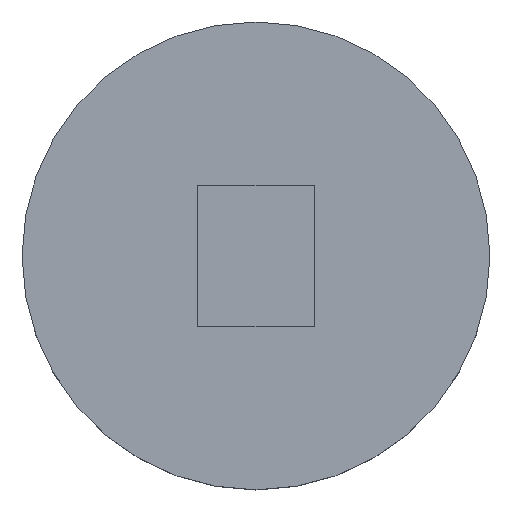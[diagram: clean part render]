
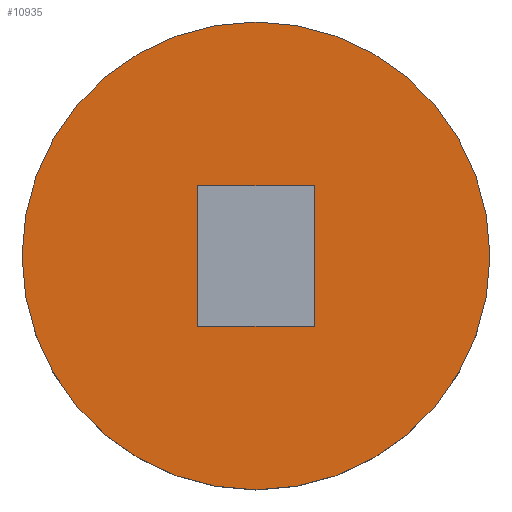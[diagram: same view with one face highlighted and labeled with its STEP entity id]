
A CAD part, top view. The second image highlights one B-rep face of the part: STEP entity #10935.
In plain terms, the highlighted planar face has unit normal (0, 0, 1).
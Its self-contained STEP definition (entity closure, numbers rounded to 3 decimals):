
#10851 = EDGE_CURVE('',#10852,#10852,#10854,.T.);
#10852 = VERTEX_POINT('',#10853);
#10853 = CARTESIAN_POINT('',(4.,0.,1.58));
#10854 = SURFACE_CURVE('',#10855,(#10860,#10872),.PCURVE_S1.);
#10855 = CIRCLE('',#10856,4.);
#10856 = AXIS2_PLACEMENT_3D('',#10857,#10858,#10859);
#10857 = CARTESIAN_POINT('',(0.,0.,1.58));
#10858 = DIRECTION('',(0.,0.,1.));
#10859 = DIRECTION('',(1.,0.,-0.));
#10860 = PCURVE('',#10861,#10866);
#10861 = CYLINDRICAL_SURFACE('',#10862,4.);
#10862 = AXIS2_PLACEMENT_3D('',#10863,#10864,#10865);
#10863 = CARTESIAN_POINT('',(0.,0.,0.));
#10864 = DIRECTION('',(0.,0.,1.));
#10865 = DIRECTION('',(1.,0.,-0.));
#10866 = DEFINITIONAL_REPRESENTATION('',(#10867),#10871);
#10867 = LINE('',#10868,#10869);
#10868 = CARTESIAN_POINT('',(0.,1.58));
#10869 = VECTOR('',#10870,1.);
#10870 = DIRECTION('',(1.,0.));
#10871 = ( GEOMETRIC_REPRESENTATION_CONTEXT(2) 
PARAMETRIC_REPRESENTATION_CONTEXT() REPRESENTATION_CONTEXT('2D SPACE',''
  ) );
#10872 = PCURVE('',#10873,#10878);
#10873 = PLANE('',#10874);
#10874 = AXIS2_PLACEMENT_3D('',#10875,#10876,#10877);
#10875 = CARTESIAN_POINT('',(0.,0.,1.58));
#10876 = DIRECTION('',(0.,0.,1.));
#10877 = DIRECTION('',(1.,0.,-0.));
#10878 = DEFINITIONAL_REPRESENTATION('',(#10879),#10883);
#10879 = CIRCLE('',#10880,4.);
#10880 = AXIS2_PLACEMENT_2D('',#10881,#10882);
#10881 = CARTESIAN_POINT('',(0.,0.));
#10882 = DIRECTION('',(1.,0.));
#10883 = ( GEOMETRIC_REPRESENTATION_CONTEXT(2) 
PARAMETRIC_REPRESENTATION_CONTEXT() REPRESENTATION_CONTEXT('2D SPACE',''
  ) );
#10935 = ADVANCED_FACE('',(#10936),#10873,.T.);
#10936 = FACE_BOUND('',#10937,.T.);
#10937 = EDGE_LOOP('',(#10938));
#10938 = ORIENTED_EDGE('',*,*,#10851,.T.);
